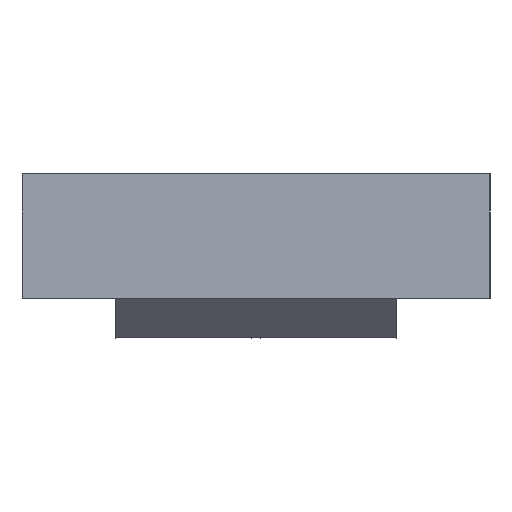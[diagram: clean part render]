
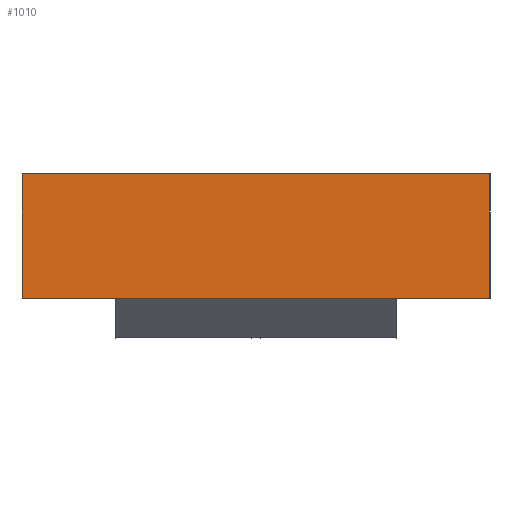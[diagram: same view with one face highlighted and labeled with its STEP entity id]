
A CAD part, left-side view. The second image highlights one B-rep face of the part: STEP entity #1010.
In plain terms, the highlighted planar face has unit normal (-1, 0, 0).
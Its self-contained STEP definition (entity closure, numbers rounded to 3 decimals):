
#5 = CARTESIAN_POINT ( 'NONE',  ( 0., 150., 0. ) ) ;
#59 = ORIENTED_EDGE ( 'NONE', *, *, #1442, .T. ) ;
#87 = DIRECTION ( 'NONE',  ( 0., -1., 0. ) ) ;
#161 = PLANE ( 'NONE',  #244 ) ;
#244 = AXIS2_PLACEMENT_3D ( 'NONE', #1511, #1061, #2833 ) ;
#398 = LINE ( 'NONE', #5425, #4376 ) ;
#720 = ORIENTED_EDGE ( 'NONE', *, *, #2335, .F. ) ;
#992 = LINE ( 'NONE', #2859, #5593 ) ;
#1010 = ADVANCED_FACE ( 'NONE', ( #4305 ), #161, .F. ) ;
#1061 = DIRECTION ( 'NONE',  ( 1., 0., 0. ) ) ;
#1111 = VECTOR ( 'NONE', #87, 1000. ) ;
#1246 = VERTEX_POINT ( 'NONE', #1652 ) ;
#1442 = EDGE_CURVE ( 'NONE', #5088, #3427, #992, .T. ) ;
#1511 = CARTESIAN_POINT ( 'NONE',  ( 0., 150., 0. ) ) ;
#1576 = EDGE_LOOP ( 'NONE', ( #59, #1662, #720, #2392 ) ) ;
#1651 = CARTESIAN_POINT ( 'NONE',  ( 0., 0., 0. ) ) ;
#1652 = CARTESIAN_POINT ( 'NONE',  ( 0., 150., -40. ) ) ;
#1662 = ORIENTED_EDGE ( 'NONE', *, *, #1962, .F. ) ;
#1846 = CARTESIAN_POINT ( 'NONE',  ( 0., 0., -40. ) ) ;
#1962 = EDGE_CURVE ( 'NONE', #5170, #3427, #4139, .T. ) ;
#2270 = VECTOR ( 'NONE', #4982, 1000. ) ;
#2335 = EDGE_CURVE ( 'NONE', #1246, #5170, #3246, .T. ) ;
#2392 = ORIENTED_EDGE ( 'NONE', *, *, #5533, .T. ) ;
#2395 = CARTESIAN_POINT ( 'NONE',  ( 0., 150., 0. ) ) ;
#2428 = CARTESIAN_POINT ( 'NONE',  ( 0., 150., 0. ) ) ;
#2833 = DIRECTION ( 'NONE',  ( 0., 0., -1. ) ) ;
#2859 = CARTESIAN_POINT ( 'NONE',  ( 0., 0., 0. ) ) ;
#3246 = LINE ( 'NONE', #5, #2270 ) ;
#3427 = VERTEX_POINT ( 'NONE', #1651 ) ;
#4139 = LINE ( 'NONE', #2428, #1111 ) ;
#4305 = FACE_OUTER_BOUND ( 'NONE', #1576, .T. ) ;
#4376 = VECTOR ( 'NONE', #4484, 1000. ) ;
#4484 = DIRECTION ( 'NONE',  ( 0., -1., 0. ) ) ;
#4982 = DIRECTION ( 'NONE',  ( 0., 0., 1. ) ) ;
#5088 = VERTEX_POINT ( 'NONE', #1846 ) ;
#5153 = DIRECTION ( 'NONE',  ( 0., 0., 1. ) ) ;
#5170 = VERTEX_POINT ( 'NONE', #2395 ) ;
#5425 = CARTESIAN_POINT ( 'NONE',  ( 0., 150., -40. ) ) ;
#5533 = EDGE_CURVE ( 'NONE', #1246, #5088, #398, .T. ) ;
#5593 = VECTOR ( 'NONE', #5153, 1000. ) ;
